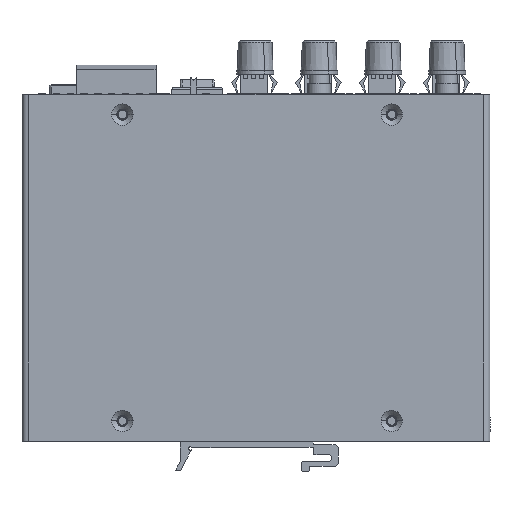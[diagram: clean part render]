
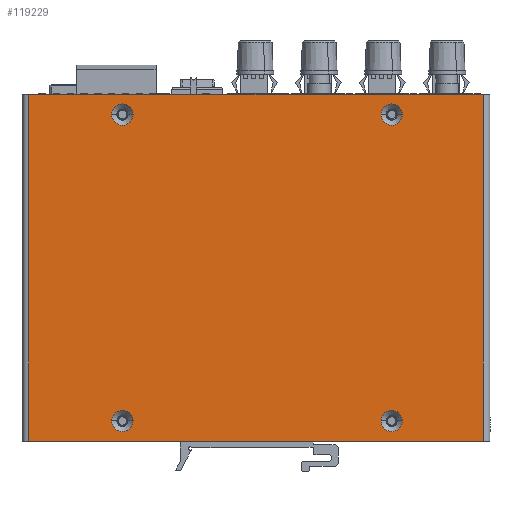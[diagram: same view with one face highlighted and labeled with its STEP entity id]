
A CAD part, front view. The second image highlights one B-rep face of the part: STEP entity #119229.
In plain terms, the highlighted planar face has unit normal (0, -1, 0).
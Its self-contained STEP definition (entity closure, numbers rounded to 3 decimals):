
#3679 = LINE ( 'NONE', #95665, #81983 ) ;
#5608 = VECTOR ( 'NONE', #24466, 1000. ) ;
#7536 = DIRECTION ( 'NONE',  ( 1., 0., 0. ) ) ;
#7850 = ORIENTED_EDGE ( 'NONE', *, *, #48228, .F. ) ;
#12172 = DIRECTION ( 'NONE',  ( 0., 1., 0. ) ) ;
#12231 = CARTESIAN_POINT ( 'NONE',  ( -1.52, -36.523, 102.611 ) ) ;
#12886 = AXIS2_PLACEMENT_3D ( 'NONE', #117870, #29696, #132732 ) ;
#13335 = VERTEX_POINT ( 'NONE', #29549 ) ;
#14818 = DIRECTION ( 'NONE',  ( -1., 0., 0. ) ) ;
#18933 = FACE_OUTER_BOUND ( 'NONE', #29291, .T. ) ;
#21025 = VERTEX_POINT ( 'NONE', #61482 ) ;
#24466 = DIRECTION ( 'NONE',  ( 0., 0., 1. ) ) ;
#24935 = AXIS2_PLACEMENT_3D ( 'NONE', #46822, #149613, #61586 ) ;
#28245 = CIRCLE ( 'NONE', #43648, 3.15 ) ;
#28255 = EDGE_CURVE ( 'NONE', #31174, #143007, #28613, .T. ) ;
#28613 = CIRCLE ( 'NONE', #172807, 3.15 ) ;
#29291 = EDGE_LOOP ( 'NONE', ( #108699, #187830, #7850, #83292 ) ) ;
#29549 = CARTESIAN_POINT ( 'NONE',  ( -105.545, -36.523, 5.611 ) ) ;
#29696 = DIRECTION ( 'NONE',  ( 0., 1., 0. ) ) ;
#29701 = EDGE_CURVE ( 'NONE', #129893, #91121, #188581, .T. ) ;
#30796 = CARTESIAN_POINT ( 'NONE',  ( -28.695, -36.523, 5.611 ) ) ;
#31174 = VERTEX_POINT ( 'NONE', #68636 ) ;
#31865 = DIRECTION ( 'NONE',  ( 0., 1., 0. ) ) ;
#33201 = VERTEX_POINT ( 'NONE', #94793 ) ;
#36439 = CARTESIAN_POINT ( 'NONE',  ( -111.845, -36.523, 5.611 ) ) ;
#37174 = VERTEX_POINT ( 'NONE', #12231 ) ;
#38784 = DIRECTION ( 'NONE',  ( 0., 1., 0. ) ) ;
#40388 = ORIENTED_EDGE ( 'NONE', *, *, #29701, .T. ) ;
#43648 = AXIS2_PLACEMENT_3D ( 'NONE', #30796, #133791, #45664 ) ;
#43911 = ORIENTED_EDGE ( 'NONE', *, *, #140275, .T. ) ;
#44772 = LINE ( 'NONE', #53483, #5608 ) ;
#45664 = DIRECTION ( 'NONE',  ( -1., 0., 0. ) ) ;
#46822 = CARTESIAN_POINT ( 'NONE',  ( -108.695, -36.523, 5.611 ) ) ;
#48228 = EDGE_CURVE ( 'NONE', #33201, #131105, #57313, .T. ) ;
#49674 = EDGE_CURVE ( 'NONE', #33201, #37174, #44772, .T. ) ;
#51787 = CIRCLE ( 'NONE', #24935, 3.15 ) ;
#53483 = CARTESIAN_POINT ( 'NONE',  ( -1.52, -36.523, 51.111 ) ) ;
#56716 = AXIS2_PLACEMENT_3D ( 'NONE', #76480, #179208, #91361 ) ;
#57313 = LINE ( 'NONE', #71151, #130954 ) ;
#58136 = FACE_BOUND ( 'NONE', #110236, .T. ) ;
#61482 = CARTESIAN_POINT ( 'NONE',  ( -31.845, -36.523, 5.611 ) ) ;
#61586 = DIRECTION ( 'NONE',  ( -1., 0., 0. ) ) ;
#62056 = ORIENTED_EDGE ( 'NONE', *, *, #28255, .T. ) ;
#62760 = LINE ( 'NONE', #142842, #136436 ) ;
#64159 = CARTESIAN_POINT ( 'NONE',  ( -105.545, -36.523, 96.611 ) ) ;
#66193 = EDGE_CURVE ( 'NONE', #71595, #13335, #157734, .T. ) ;
#67037 = VERTEX_POINT ( 'NONE', #95455 ) ;
#68636 = CARTESIAN_POINT ( 'NONE',  ( -25.545, -36.523, 96.611 ) ) ;
#68904 = EDGE_CURVE ( 'NONE', #143007, #31174, #181759, .T. ) ;
#71151 = CARTESIAN_POINT ( 'NONE',  ( -138.52, -36.523, -0.389 ) ) ;
#71595 = VERTEX_POINT ( 'NONE', #36439 ) ;
#76480 = CARTESIAN_POINT ( 'NONE',  ( -69.02, -36.523, 51.111 ) ) ;
#80497 = CARTESIAN_POINT ( 'NONE',  ( -31.845, -36.523, 96.611 ) ) ;
#81983 = VECTOR ( 'NONE', #7536, 1000. ) ;
#82770 = CIRCLE ( 'NONE', #91651, 3.15 ) ;
#83292 = ORIENTED_EDGE ( 'NONE', *, *, #49674, .T. ) ;
#83346 = AXIS2_PLACEMENT_3D ( 'NONE', #190886, #102820, #14818 ) ;
#84359 = CARTESIAN_POINT ( 'NONE',  ( -28.695, -36.523, 96.611 ) ) ;
#87160 = VERTEX_POINT ( 'NONE', #108155 ) ;
#87309 = CIRCLE ( 'NONE', #89149, 3.15 ) ;
#89149 = AXIS2_PLACEMENT_3D ( 'NONE', #126977, #38784, #141688 ) ;
#89458 = PLANE ( 'NONE',  #56716 ) ;
#91121 = VERTEX_POINT ( 'NONE', #172179 ) ;
#91361 = DIRECTION ( 'NONE',  ( -1., 0., 0. ) ) ;
#91651 = AXIS2_PLACEMENT_3D ( 'NONE', #120078, #31865, #134885 ) ;
#93828 = CARTESIAN_POINT ( 'NONE',  ( -136.52, -36.523, -0.389 ) ) ;
#94793 = CARTESIAN_POINT ( 'NONE',  ( -1.52, -36.523, -0.389 ) ) ;
#95455 = CARTESIAN_POINT ( 'NONE',  ( -25.545, -36.523, 5.611 ) ) ;
#95665 = CARTESIAN_POINT ( 'NONE',  ( -138.52, -36.523, 102.611 ) ) ;
#97176 = EDGE_CURVE ( 'NONE', #67037, #21025, #87309, .T. ) ;
#97211 = FACE_BOUND ( 'NONE', #189736, .T. ) ;
#99091 = DIRECTION ( 'NONE',  ( -1., 0., 0. ) ) ;
#100137 = EDGE_LOOP ( 'NONE', ( #150232, #127609 ) ) ;
#100220 = CARTESIAN_POINT ( 'NONE',  ( -108.695, -36.523, 5.611 ) ) ;
#101731 = FACE_BOUND ( 'NONE', #185440, .T. ) ;
#102820 = DIRECTION ( 'NONE',  ( 0., 1., 0. ) ) ;
#108155 = CARTESIAN_POINT ( 'NONE',  ( -136.52, -36.523, 102.611 ) ) ;
#108699 = ORIENTED_EDGE ( 'NONE', *, *, #167346, .F. ) ;
#110236 = EDGE_LOOP ( 'NONE', ( #189369, #62056 ) ) ;
#115015 = DIRECTION ( 'NONE',  ( -1., 0., 0. ) ) ;
#117870 = CARTESIAN_POINT ( 'NONE',  ( -28.695, -36.523, 96.611 ) ) ;
#119229 = ADVANCED_FACE ( 'NONE', ( #18933, #170737, #101731, #97211, #58136 ), #89458, .T. ) ;
#120078 = CARTESIAN_POINT ( 'NONE',  ( -108.695, -36.523, 96.611 ) ) ;
#121119 = EDGE_CURVE ( 'NONE', #91121, #129893, #82770, .T. ) ;
#126977 = CARTESIAN_POINT ( 'NONE',  ( -28.695, -36.523, 5.611 ) ) ;
#127609 = ORIENTED_EDGE ( 'NONE', *, *, #97176, .T. ) ;
#129893 = VERTEX_POINT ( 'NONE', #64159 ) ;
#130954 = VECTOR ( 'NONE', #159225, 1000. ) ;
#131105 = VERTEX_POINT ( 'NONE', #93828 ) ;
#132732 = DIRECTION ( 'NONE',  ( -1., 0., 0. ) ) ;
#133791 = DIRECTION ( 'NONE',  ( 0., 1., 0. ) ) ;
#134885 = DIRECTION ( 'NONE',  ( -1., 0., 0. ) ) ;
#136436 = VECTOR ( 'NONE', #172978, 1000. ) ;
#140275 = EDGE_CURVE ( 'NONE', #13335, #71595, #51787, .T. ) ;
#140528 = AXIS2_PLACEMENT_3D ( 'NONE', #100220, #12172, #115015 ) ;
#141688 = DIRECTION ( 'NONE',  ( -1., 0., 0. ) ) ;
#142842 = CARTESIAN_POINT ( 'NONE',  ( -136.52, -36.523, 51.111 ) ) ;
#143007 = VERTEX_POINT ( 'NONE', #80497 ) ;
#143273 = EDGE_CURVE ( 'NONE', #21025, #67037, #28245, .T. ) ;
#149613 = DIRECTION ( 'NONE',  ( 0., 1., 0. ) ) ;
#150232 = ORIENTED_EDGE ( 'NONE', *, *, #143273, .T. ) ;
#151979 = ORIENTED_EDGE ( 'NONE', *, *, #121119, .T. ) ;
#155736 = EDGE_CURVE ( 'NONE', #87160, #131105, #62760, .T. ) ;
#157734 = CIRCLE ( 'NONE', #140528, 3.15 ) ;
#159225 = DIRECTION ( 'NONE',  ( -1., 0., 0. ) ) ;
#167346 = EDGE_CURVE ( 'NONE', #87160, #37174, #3679, .T. ) ;
#170737 = FACE_BOUND ( 'NONE', #100137, .T. ) ;
#172179 = CARTESIAN_POINT ( 'NONE',  ( -111.845, -36.523, 96.611 ) ) ;
#172807 = AXIS2_PLACEMENT_3D ( 'NONE', #84359, #187065, #99091 ) ;
#172978 = DIRECTION ( 'NONE',  ( 0., 0., -1. ) ) ;
#173248 = ORIENTED_EDGE ( 'NONE', *, *, #66193, .T. ) ;
#179208 = DIRECTION ( 'NONE',  ( 0., -1., 0. ) ) ;
#181759 = CIRCLE ( 'NONE', #12886, 3.15 ) ;
#185440 = EDGE_LOOP ( 'NONE', ( #173248, #43911 ) ) ;
#187065 = DIRECTION ( 'NONE',  ( 0., 1., 0. ) ) ;
#187830 = ORIENTED_EDGE ( 'NONE', *, *, #155736, .T. ) ;
#188581 = CIRCLE ( 'NONE', #83346, 3.15 ) ;
#189369 = ORIENTED_EDGE ( 'NONE', *, *, #68904, .T. ) ;
#189736 = EDGE_LOOP ( 'NONE', ( #151979, #40388 ) ) ;
#190886 = CARTESIAN_POINT ( 'NONE',  ( -108.695, -36.523, 96.611 ) ) ;
